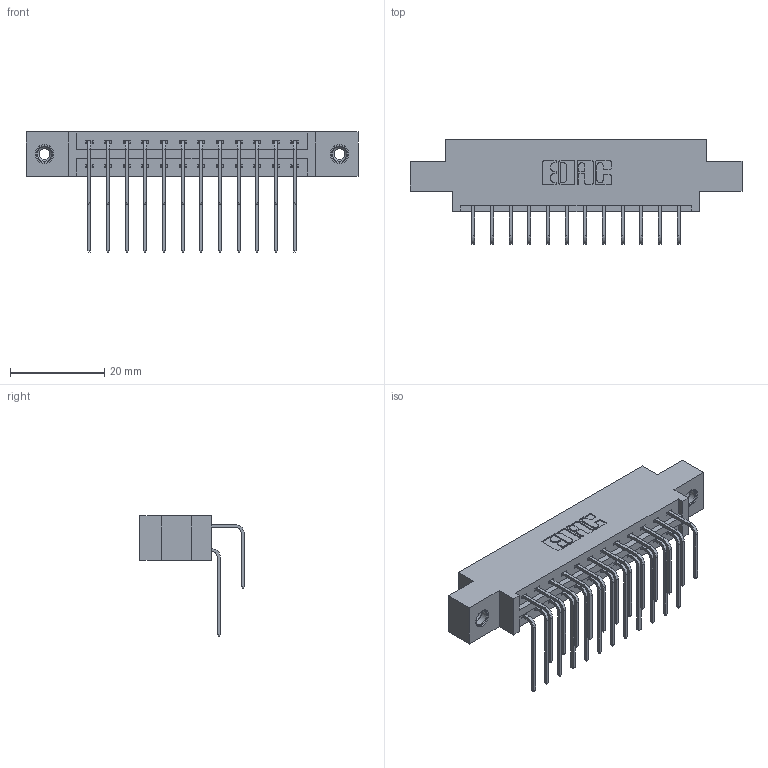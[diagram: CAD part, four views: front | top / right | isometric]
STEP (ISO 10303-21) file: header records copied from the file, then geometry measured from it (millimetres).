
FILE_DESCRIPTION (( 'STEP AP203' ), '1' );
FILE_NAME ('387-024-558-808.STEP', '2019-10-16T19:02:34', ( '' ), ( '' ), 'SwSTEP 2.0', 'SolidWorks 2016', '' );
FILE_SCHEMA (( 'CONFIG_CONTROL_DESIGN' ));
Length unit declared in the file: inch
Products named in the file (5): 345-292-001_558 559 Tail - 1; 337 Part_0.170 Offset - 0.156 Dia-TI; 387-024-558-808; 345-250-001_345-250-003-102; 345-292-001_558 Tail - 2
Assembly tree (27 placements, depth 2):
  387-024-558-808
    337 Part_0.170 Offset - 0.156 Dia-TI
    345-292-001_558 559 Tail - 1  x12
    345-292-001_558 Tail - 2  x12
    345-250-001_345-250-003-102  x2
Bounding box: 70.56 x 22.17 x 25.53 mm (x, y, z)
Volume: 7051.4 mm3; surface area: 8507.2 mm2
Topology: 27 solids, 27 shells, 1522 faces, 4467 edges, 2938 vertices
Faces by surface type: plane 1066, cylinder 440, cone 12, torus 4
Entity records: 16286 total; most frequent: CARTESIAN_POINT 2796, ORIENTED_EDGE 2674, DIRECTION 2447, EDGE_CURVE 1337, LINE 1149, VECTOR 1149, VERTEX_POINT 884, AXIS2_PLACEMENT_3D 649
